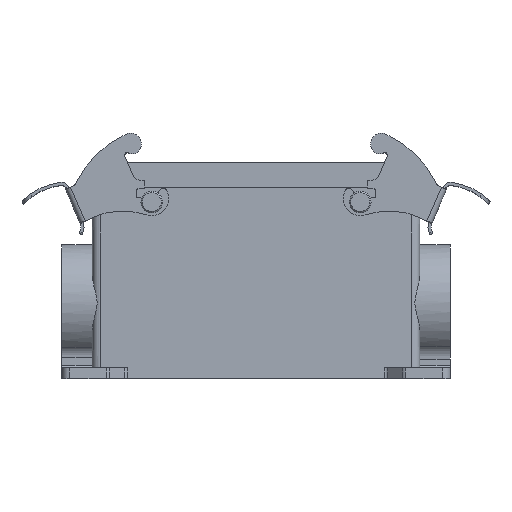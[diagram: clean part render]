
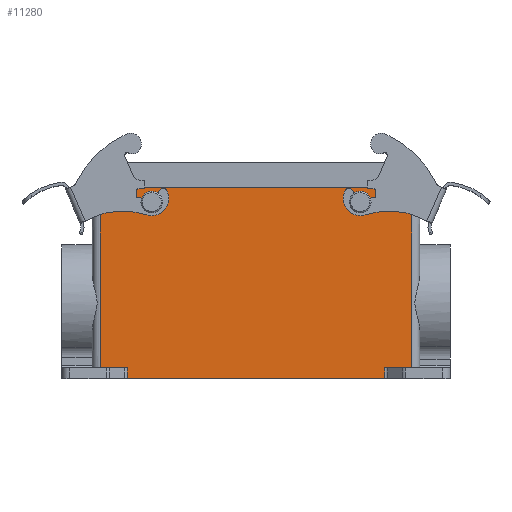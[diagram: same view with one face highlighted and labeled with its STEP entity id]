
A CAD part, top view. The second image highlights one B-rep face of the part: STEP entity #11280.
In plain terms, the highlighted planar face has unit normal (0, 0, 1).
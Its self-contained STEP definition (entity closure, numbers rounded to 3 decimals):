
#269 = CARTESIAN_POINT ( 'NONE',  ( 29.5, 65.225, -6.75 ) ) ;
#270 = CARTESIAN_POINT ( 'NONE',  ( 106.5, 65.225, -6.75 ) ) ;
#505 = LINE ( 'NONE', #1508, #6945 ) ;
#512 = LINE ( 'NONE', #1503, #6942 ) ;
#514 = LINE ( 'NONE', #1501, #6941 ) ;
#515 = LINE ( 'NONE', #1499, #6939 ) ;
#516 = LINE ( 'NONE', #1497, #6938 ) ;
#517 = LINE ( 'NONE', #1495, #6934 ) ;
#518 = LINE ( 'NONE', #1493, #6933 ) ;
#519 = LINE ( 'NONE', #1491, #6931 ) ;
#1165 = FACE_BOUND ( 'NONE', #4879, .T. ) ;
#1166 = FACE_OUTER_BOUND ( 'NONE', #5083, .T. ) ;
#1167 = FACE_BOUND ( 'NONE', #4878, .T. ) ;
#1487 = DIRECTION ( 'NONE',  ( -1., 0., 0. ) ) ;
#1488 = DIRECTION ( 'NONE',  ( 0., 0., 1. ) ) ;
#1489 = CARTESIAN_POINT ( 'NONE',  ( 110.25, 65.225, -6.75 ) ) ;
#1490 = DIRECTION ( 'NONE',  ( 0., -1., 0. ) ) ;
#1491 = CARTESIAN_POINT ( 'NONE',  ( 24.138, 0., -6.75 ) ) ;
#1492 = DIRECTION ( 'NONE',  ( 1., 0., 0. ) ) ;
#1493 = CARTESIAN_POINT ( 'NONE',  ( 14.25, 4., -6.75 ) ) ;
#1494 = DIRECTION ( 'NONE',  ( 0., -1., 0. ) ) ;
#1495 = CARTESIAN_POINT ( 'NONE',  ( 14.25, 70.5, -6.75 ) ) ;
#1496 = DIRECTION ( 'NONE',  ( 1., 0., 0. ) ) ;
#1497 = CARTESIAN_POINT ( 'NONE',  ( 14.25, 70.5, -6.75 ) ) ;
#1498 = DIRECTION ( 'NONE',  ( 0., -1., 0. ) ) ;
#1499 = CARTESIAN_POINT ( 'NONE',  ( 129.25, 70.5, -6.75 ) ) ;
#1500 = DIRECTION ( 'NONE',  ( 1., 0., 0. ) ) ;
#1501 = CARTESIAN_POINT ( 'NONE',  ( 14.25, 4., -6.75 ) ) ;
#1502 = DIRECTION ( 'NONE',  ( -1., 0., 0. ) ) ;
#1503 = CARTESIAN_POINT ( 'NONE',  ( 23.5, 0., -6.75 ) ) ;
#1504 = DIRECTION ( 'NONE',  ( -1., 0., 0. ) ) ;
#1505 = DIRECTION ( 'NONE',  ( 0., 0., 1. ) ) ;
#1506 = CARTESIAN_POINT ( 'NONE',  ( 33.25, 65.225, -6.75 ) ) ;
#1507 = DIRECTION ( 'NONE',  ( 0., 1., 0. ) ) ;
#1508 = CARTESIAN_POINT ( 'NONE',  ( 119.362, 4., -6.75 ) ) ;
#2776 = VERTEX_POINT ( 'NONE', #269 ) ;
#2777 = VERTEX_POINT ( 'NONE', #270 ) ;
#3194 = EDGE_CURVE ( 'NONE', #4067, #4014, #505, .T. ) ;
#3195 = EDGE_CURVE ( 'NONE', #2776, #2776, #6944, .T. ) ;
#3196 = EDGE_CURVE ( 'NONE', #4067, #4015, #512, .T. ) ;
#3197 = EDGE_CURVE ( 'NONE', #4014, #4011, #514, .T. ) ;
#3198 = EDGE_CURVE ( 'NONE', #4002, #4011, #515, .T. ) ;
#3199 = EDGE_CURVE ( 'NONE', #3999, #4002, #516, .T. ) ;
#3200 = EDGE_CURVE ( 'NONE', #3999, #3804, #517, .T. ) ;
#3201 = EDGE_CURVE ( 'NONE', #3804, #3805, #518, .T. ) ;
#3202 = EDGE_CURVE ( 'NONE', #3805, #4015, #519, .T. ) ;
#3203 = EDGE_CURVE ( 'NONE', #2777, #2777, #6940, .T. ) ;
#3804 = VERTEX_POINT ( 'NONE', #10600 ) ;
#3805 = VERTEX_POINT ( 'NONE', #10599 ) ;
#3999 = VERTEX_POINT ( 'NONE', #5785 ) ;
#4002 = VERTEX_POINT ( 'NONE', #5782 ) ;
#4011 = VERTEX_POINT ( 'NONE', #5773 ) ;
#4014 = VERTEX_POINT ( 'NONE', #5770 ) ;
#4015 = VERTEX_POINT ( 'NONE', #5769 ) ;
#4067 = VERTEX_POINT ( 'NONE', #5713 ) ;
#4878 = EDGE_LOOP ( 'NONE', ( #9719 ) ) ;
#4879 = EDGE_LOOP ( 'NONE', ( #9708 ) ) ;
#5083 = EDGE_LOOP ( 'NONE', ( #9710, #9712, #9711, #9713, #9714, #9715, #9716, #9717 ) ) ;
#5713 = CARTESIAN_POINT ( 'NONE',  ( 119.362, 0., -6.75 ) ) ;
#5769 = CARTESIAN_POINT ( 'NONE',  ( 24.138, 0., -6.75 ) ) ;
#5770 = CARTESIAN_POINT ( 'NONE',  ( 119.362, 4., -6.75 ) ) ;
#5773 = CARTESIAN_POINT ( 'NONE',  ( 129.25, 4., -6.75 ) ) ;
#5782 = CARTESIAN_POINT ( 'NONE',  ( 129.25, 70.5, -6.75 ) ) ;
#5785 = CARTESIAN_POINT ( 'NONE',  ( 14.25, 70.5, -6.75 ) ) ;
#6928 = AXIS2_PLACEMENT_3D ( 'NONE', #1489, #1488, #1487 ) ;
#6931 = VECTOR ( 'NONE', #1490, 1000. ) ;
#6933 = VECTOR ( 'NONE', #1492, 1000. ) ;
#6934 = VECTOR ( 'NONE', #1494, 1000. ) ;
#6938 = VECTOR ( 'NONE', #1496, 1000. ) ;
#6939 = VECTOR ( 'NONE', #1498, 1000. ) ;
#6940 = CIRCLE ( 'NONE', #6928, 3.75 ) ;
#6941 = VECTOR ( 'NONE', #1500, 1000. ) ;
#6942 = VECTOR ( 'NONE', #1502, 1000. ) ;
#6943 = AXIS2_PLACEMENT_3D ( 'NONE', #1506, #1505, #1504 ) ;
#6944 = CIRCLE ( 'NONE', #6943, 3.75 ) ;
#6945 = VECTOR ( 'NONE', #1507, 1000. ) ;
#7057 = AXIS2_PLACEMENT_3D ( 'NONE', #7421, #7422, #7423 ) ;
#7420 = PLANE ( 'NONE',  #7057 ) ;
#7421 = CARTESIAN_POINT ( 'NONE',  ( 14.25, 70.5, -6.75 ) ) ;
#7422 = DIRECTION ( 'NONE',  ( 0., 0., -1. ) ) ;
#7423 = DIRECTION ( 'NONE',  ( -1., 0., 0. ) ) ;
#9708 = ORIENTED_EDGE ( 'NONE', *, *, #3195, .F. ) ;
#9710 = ORIENTED_EDGE ( 'NONE', *, *, #3196, .F. ) ;
#9711 = ORIENTED_EDGE ( 'NONE', *, *, #3197, .T. ) ;
#9712 = ORIENTED_EDGE ( 'NONE', *, *, #3194, .T. ) ;
#9713 = ORIENTED_EDGE ( 'NONE', *, *, #3198, .F. ) ;
#9714 = ORIENTED_EDGE ( 'NONE', *, *, #3199, .F. ) ;
#9715 = ORIENTED_EDGE ( 'NONE', *, *, #3200, .T. ) ;
#9716 = ORIENTED_EDGE ( 'NONE', *, *, #3201, .T. ) ;
#9717 = ORIENTED_EDGE ( 'NONE', *, *, #3202, .T. ) ;
#9719 = ORIENTED_EDGE ( 'NONE', *, *, #3203, .F. ) ;
#10599 = CARTESIAN_POINT ( 'NONE',  ( 24.138, 4., -6.75 ) ) ;
#10600 = CARTESIAN_POINT ( 'NONE',  ( 14.25, 4., -6.75 ) ) ;
#11280 = ADVANCED_FACE ( 'NONE', ( #1165, #1166, #1167 ), #7420, .F. ) ;
